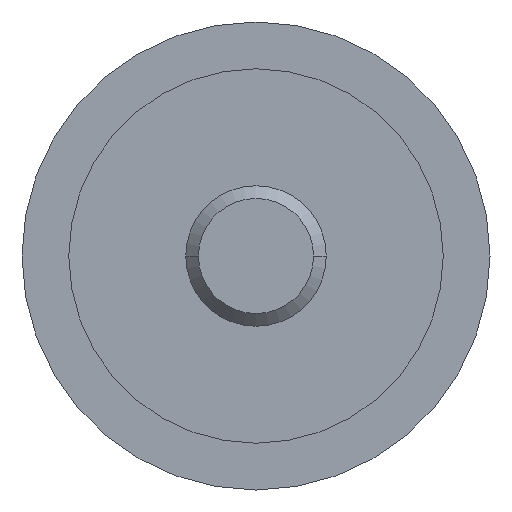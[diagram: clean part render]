
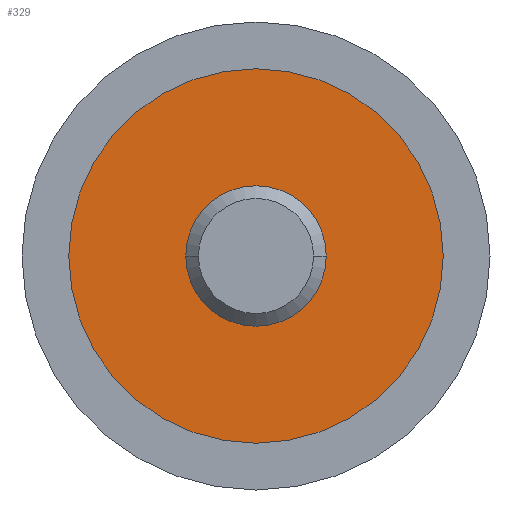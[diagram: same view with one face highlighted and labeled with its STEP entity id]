
A CAD part, front view. The second image highlights one B-rep face of the part: STEP entity #329.
In plain terms, the highlighted planar face has unit normal (0, -1, 0).
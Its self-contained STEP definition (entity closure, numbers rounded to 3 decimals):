
#233=VERTEX_POINT('',#586);
#303=EDGE_CURVE('',#515,#313,#668,.T.);
#313=VERTEX_POINT('',#678);
#321=EDGE_CURVE('',#371,#233,#687,.T.);
#329=ADVANCED_FACE('',(#696,#697),#698,.T.);
#371=VERTEX_POINT('',#746);
#423=EDGE_CURVE('',#233,#371,#805,.T.);
#515=VERTEX_POINT('',#909);
#519=EDGE_CURVE('',#313,#515,#913,.T.);
#586=CARTESIAN_POINT('',(3.0,0.0,0.));
#668=CIRCLE('',#1084,8.0);
#678=CARTESIAN_POINT('',(-8.0,0.0,0.));
#687=CIRCLE('',#1110,3.0);
#696=FACE_BOUND('',#1122,.T.);
#697=FACE_OUTER_BOUND('',#1123,.T.);
#698=PLANE('',#1124);
#746=CARTESIAN_POINT('',(-3.0,0.0,0.));
#805=CIRCLE('',#1262,3.0);
#909=CARTESIAN_POINT('',(8.0,0.0,0.0));
#913=CIRCLE('',#1400,8.0);
#1084=AXIS2_PLACEMENT_3D('',#1575,#1576,#1577);
#1110=AXIS2_PLACEMENT_3D('',#1594,#1595,#1596);
#1122=EDGE_LOOP('',(#1610,#1611));
#1123=EDGE_LOOP('',(#1612,#1613));
#1124=AXIS2_PLACEMENT_3D('',#1614,#1615,#1616);
#1262=AXIS2_PLACEMENT_3D('',#1752,#1753,#1754);
#1400=AXIS2_PLACEMENT_3D('',#1876,#1877,#1878);
#1575=CARTESIAN_POINT('',(0.0,0.0,0.0));
#1576=DIRECTION('',(0.0,-1.0,0.0));
#1577=DIRECTION('',(1.0,0.0,0.0));
#1594=CARTESIAN_POINT('',(0.0,0.0,0.0));
#1595=DIRECTION('',(-0.0,1.0,0.0));
#1596=DIRECTION('',(1.0,0.0,0.0));
#1610=ORIENTED_EDGE('',*,*,#321,.T.);
#1611=ORIENTED_EDGE('',*,*,#423,.T.);
#1612=ORIENTED_EDGE('',*,*,#303,.T.);
#1613=ORIENTED_EDGE('',*,*,#519,.T.);
#1614=CARTESIAN_POINT('',(0.0,0.0,0.0));
#1615=DIRECTION('',(0.0,-1.0,0.0));
#1616=DIRECTION('',(-1.0,0.0,0.0));
#1752=CARTESIAN_POINT('',(0.0,0.0,0.0));
#1753=DIRECTION('',(-0.0,1.0,0.0));
#1754=DIRECTION('',(1.0,0.0,0.0));
#1876=CARTESIAN_POINT('',(0.0,0.0,0.0));
#1877=DIRECTION('',(0.0,-1.0,0.0));
#1878=DIRECTION('',(1.0,0.0,0.0));
